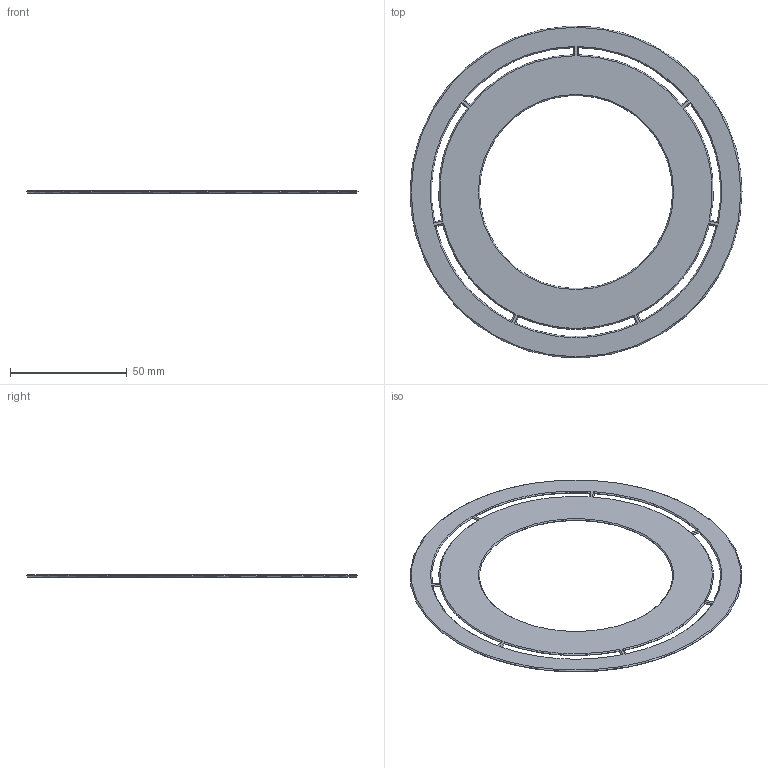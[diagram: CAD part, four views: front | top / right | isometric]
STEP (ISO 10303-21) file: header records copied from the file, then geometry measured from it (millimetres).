
FILE_DESCRIPTION(/* description */ (''),/* implementation_level */ '2;1');
FILE_NAME(/* name */ 'saturn_rings.step',/* time_stamp */ '2025-08-05T12:08:05-07:00',/* author */ (''),/* organization */ (''),/* preprocessor_version */ 'ST-DEVELOPER v20.1',/* originating_system */ 'Autodesk Translation Framework v14.10.0.0',/* authorisation */ '');
FILE_SCHEMA (('AUTOMOTIVE_DESIGN { 1 0 10303 214 3 1 1 }'));
Length unit declared in the file: millimetre
Products named in the file (1): SaturnModel-rings
Bounding box: 142 x 141.84 x 1 mm (x, y, z)
Volume: 9017.7 mm3; surface area: 19422.8 mm2
Topology: 1 solids, 1 shells, 62 faces, 274 edges, 186 vertices
Faces by surface type: plane 30, sphere 28, cone 4
Entity records: 3111 total; most frequent: CARTESIAN_POINT 755, DIRECTION 564, ORIENTED_EDGE 492, AXIS2_PLACEMENT_3D 259, EDGE_CURVE 246, CIRCLE 196, VERTEX_POINT 186, EDGE_LOOP 78
